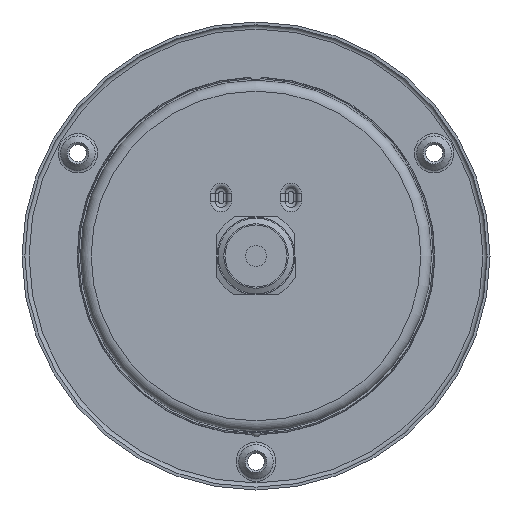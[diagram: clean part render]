
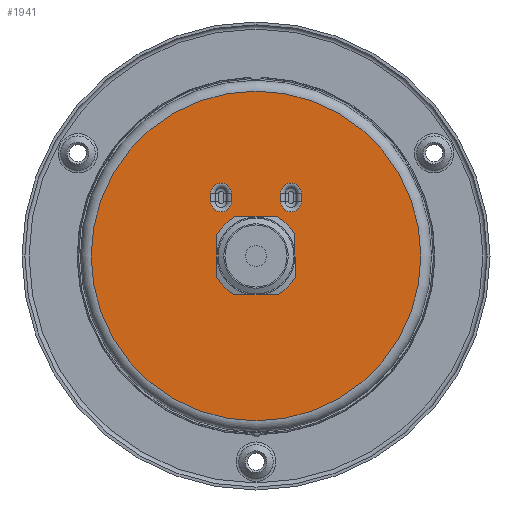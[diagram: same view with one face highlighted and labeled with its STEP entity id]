
A CAD part, front view. The second image highlights one B-rep face of the part: STEP entity #1941.
In plain terms, the highlighted planar face has unit normal (0, -1, 0).
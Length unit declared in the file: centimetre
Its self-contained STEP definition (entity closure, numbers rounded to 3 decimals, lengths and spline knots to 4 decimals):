
#100=FACE_BOUND('',#443,.T.);
#101=FACE_BOUND('',#444,.T.);
#102=FACE_BOUND('',#445,.T.);
#262=FACE_OUTER_BOUND('',#442,.T.);
#442=EDGE_LOOP('',(#1499));
#443=EDGE_LOOP('',(#1500,#1501,#1502,#1503));
#444=EDGE_LOOP('',(#1504,#1505,#1506,#1507));
#445=EDGE_LOOP('',(#1508));
#585=CIRCLE('',#2132,1.05);
#597=CIRCLE('',#2159,4.65);
#598=CIRCLE('',#2160,0.29);
#599=CIRCLE('',#2161,0.29);
#600=CIRCLE('',#2162,0.29);
#601=CIRCLE('',#2163,0.29);
#721=LINE('',#3396,#773);
#722=LINE('',#3400,#774);
#723=LINE('',#3404,#775);
#724=LINE('',#3408,#776);
#773=VECTOR('',#2607,0.23);
#774=VECTOR('',#2610,0.23);
#775=VECTOR('',#2613,0.23);
#776=VECTOR('',#2616,0.23);
#906=VERTEX_POINT('',#3350);
#917=VERTEX_POINT('',#3392);
#918=VERTEX_POINT('',#3394);
#919=VERTEX_POINT('',#3395);
#920=VERTEX_POINT('',#3397);
#921=VERTEX_POINT('',#3399);
#922=VERTEX_POINT('',#3402);
#923=VERTEX_POINT('',#3403);
#924=VERTEX_POINT('',#3405);
#925=VERTEX_POINT('',#3407);
#1108=EDGE_CURVE('',#906,#906,#585,.T.);
#1122=EDGE_CURVE('',#917,#917,#597,.T.);
#1123=EDGE_CURVE('',#918,#919,#721,.T.);
#1124=EDGE_CURVE('',#920,#918,#598,.T.);
#1125=EDGE_CURVE('',#921,#920,#722,.T.);
#1126=EDGE_CURVE('',#919,#921,#599,.T.);
#1127=EDGE_CURVE('',#922,#923,#723,.T.);
#1128=EDGE_CURVE('',#924,#922,#600,.T.);
#1129=EDGE_CURVE('',#925,#924,#724,.T.);
#1130=EDGE_CURVE('',#923,#925,#601,.T.);
#1499=ORIENTED_EDGE('',*,*,#1122,.T.);
#1500=ORIENTED_EDGE('',*,*,#1123,.F.);
#1501=ORIENTED_EDGE('',*,*,#1124,.F.);
#1502=ORIENTED_EDGE('',*,*,#1125,.F.);
#1503=ORIENTED_EDGE('',*,*,#1126,.F.);
#1504=ORIENTED_EDGE('',*,*,#1127,.F.);
#1505=ORIENTED_EDGE('',*,*,#1128,.F.);
#1506=ORIENTED_EDGE('',*,*,#1129,.F.);
#1507=ORIENTED_EDGE('',*,*,#1130,.F.);
#1508=ORIENTED_EDGE('',*,*,#1108,.T.);
#1725=PLANE('',#2158);
#1941=ADVANCED_FACE('',(#262,#100,#101,#102),#1725,.T.);
#2132=AXIS2_PLACEMENT_3D('',#3351,#2550,#2551);
#2158=AXIS2_PLACEMENT_3D('',#3391,#2603,#2604);
#2159=AXIS2_PLACEMENT_3D('',#3393,#2605,#2606);
#2160=AXIS2_PLACEMENT_3D('',#3398,#2608,#2609);
#2161=AXIS2_PLACEMENT_3D('',#3401,#2611,#2612);
#2162=AXIS2_PLACEMENT_3D('',#3406,#2614,#2615);
#2163=AXIS2_PLACEMENT_3D('',#3409,#2617,#2618);
#2550=DIRECTION('center_axis',(0.,1.,0.));
#2551=DIRECTION('ref_axis',(-1.,0.,0.));
#2603=DIRECTION('center_axis',(0.,-1.,0.));
#2604=DIRECTION('ref_axis',(0.,0.,-1.));
#2605=DIRECTION('center_axis',(0.,-1.,0.));
#2606=DIRECTION('ref_axis',(1.,0.,0.));
#2607=DIRECTION('',(0.,0.,1.));
#2608=DIRECTION('center_axis',(0.,-1.,0.));
#2609=DIRECTION('ref_axis',(0.,0.,-1.));
#2610=DIRECTION('',(0.,0.,-1.));
#2611=DIRECTION('center_axis',(0.,-1.,0.));
#2612=DIRECTION('ref_axis',(0.,0.,1.));
#2613=DIRECTION('',(0.,0.,-1.));
#2614=DIRECTION('center_axis',(0.,-1.,0.));
#2615=DIRECTION('ref_axis',(0.,0.,1.));
#2616=DIRECTION('',(0.,0.,1.));
#2617=DIRECTION('center_axis',(0.,-1.,0.));
#2618=DIRECTION('ref_axis',(0.,0.,-1.));
#3350=CARTESIAN_POINT('',(1.05,0.,0.));
#3351=CARTESIAN_POINT('Origin',(0.,0.,0.));
#3391=CARTESIAN_POINT('Origin',(2.325,0.,0.));
#3392=CARTESIAN_POINT('',(4.65,0.,0.));
#3393=CARTESIAN_POINT('Origin',(0.,0.,0.));
#3394=CARTESIAN_POINT('',(-0.695,0.,1.535));
#3395=CARTESIAN_POINT('',(-0.695,0.,1.765));
#3396=CARTESIAN_POINT('',(-0.695,0.,0.8825));
#3397=CARTESIAN_POINT('',(-1.275,0.,1.535));
#3398=CARTESIAN_POINT('Origin',(-0.985,0.,1.535));
#3399=CARTESIAN_POINT('',(-1.275,0.,1.765));
#3400=CARTESIAN_POINT('',(-1.275,0.,0.7675));
#3401=CARTESIAN_POINT('Origin',(-0.985,0.,1.765));
#3402=CARTESIAN_POINT('',(0.695,0.,1.765));
#3403=CARTESIAN_POINT('',(0.695,0.,1.535));
#3404=CARTESIAN_POINT('',(0.695,0.,0.8825));
#3405=CARTESIAN_POINT('',(1.275,0.,1.765));
#3406=CARTESIAN_POINT('Origin',(0.985,0.,1.765));
#3407=CARTESIAN_POINT('',(1.275,0.,1.535));
#3408=CARTESIAN_POINT('',(1.275,0.,0.7675));
#3409=CARTESIAN_POINT('Origin',(0.985,0.,1.535));
